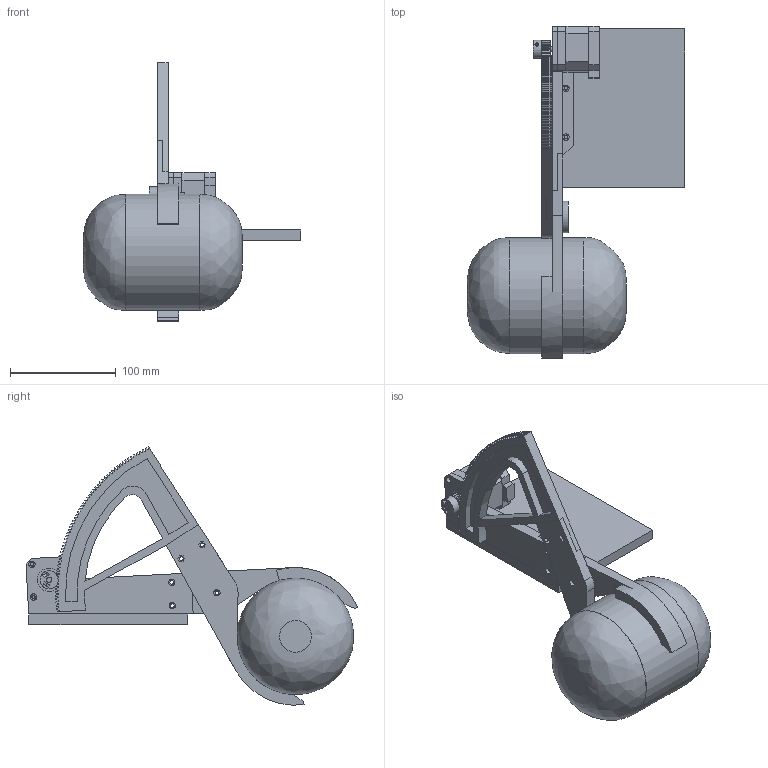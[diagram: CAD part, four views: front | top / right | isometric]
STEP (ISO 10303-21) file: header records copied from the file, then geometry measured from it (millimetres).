
FILE_DESCRIPTION(/* description */ (''),/* implementation_level */ '2;1');
FILE_NAME(/* name */ 'Breathing device v8.step',/* time_stamp */ '2020-03-16T19:01:27+01:00',/* author */ (''),/* organization */ (''),/* preprocessor_version */ 'ST-DEVELOPER v18',/* originating_system */ 'Autodesk Translation Framework v8.12.0.6',/* authorisation */ '');
FILE_SCHEMA (('AUTOMOTIVE_DESIGN { 1 0 10303 214 3 1 1 }'));
Length unit declared in the file: millimetre
Products named in the file (2): Breathing device; NEMA v1
Assembly tree (1 placements, depth 2):
  Breathing device
    NEMA v1
Bounding box: 205 x 313.38 x 243.91 mm (x, y, z)
Volume: 514363.1 mm3; surface area: 258566.1 mm2
Topology: 11 solids, 12 shells, 869 faces, 2480 edges, 1658 vertices
Faces by surface type: plane 567, cylinder 283, torus 15, bspline 4
Full cylindrical faces by diameter (mm): 3 x4, 3.5 x20, 5 x2, 6 x11, 16.988 x1, 20 x2, 20.3 x1, 22 x2, 30 x1, 108 x1, 110 x1
Entity records: 29070 total; most frequent: CARTESIAN_POINT 5584, ORIENTED_EDGE 4960, DIRECTION 4857, EDGE_CURVE 2480, LINE 1763, VECTOR 1763, VERTEX_POINT 1658, AXIS2_PLACEMENT_3D 1547
